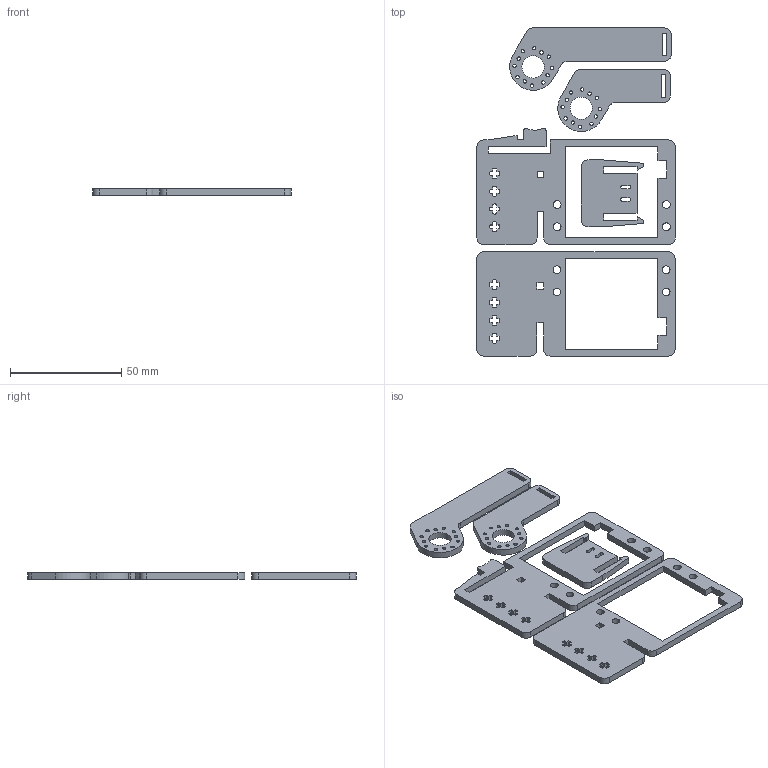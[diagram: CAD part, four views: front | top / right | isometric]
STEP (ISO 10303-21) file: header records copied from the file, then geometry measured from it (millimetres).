
FILE_DESCRIPTION(/* description */ (''),/* implementation_level */ '2;1');
FILE_NAME(/* name */ 'Wenkbrauw laser.stp',/* time_stamp */ '2013-01-28T11:58:51+01:00',/* author */ (''),/* organization */ (''),/* preprocessor_version */ 'ST-DEVELOPER v11',/* originating_system */ 'SIEMENS PLM Software NX 7.5',/* authorisation */ '');
FILE_SCHEMA (('AUTOMOTIVE_DESIGN { 1 0 10303 214 1 1 1 1 }'));
Length unit declared in the file: millimetre
Products named in the file (6): Tussenplaat; Buitenarm; Binnenarm; Binnenplaat; Buitenplaat; Wenkbrauw laser
Assembly tree (5 placements, depth 2):
  Wenkbrauw laser
    Buitenplaat
    Binnenplaat
    Binnenarm
    Buitenarm
    Tussenplaat
Bounding box: 89.09 x 147.26 x 3 mm (x, y, z)
Volume: 21374.5 mm3; surface area: 20249.7 mm2
Topology: 5 solids, 5 shells, 261 faces, 753 edges, 502 vertices
Faces by surface type: plane 164, cylinder 97
Full cylindrical faces by diameter (mm): 1.5 x24, 3.5 x8, 10 x2
Entity records: 8757 total; most frequent: CARTESIAN_POINT 1488, DIRECTION 1447, ORIENTED_EDGE 1438, EDGE_CURVE 719, LINE 525, VECTOR 525, VERTEX_POINT 502, AXIS2_PLACEMENT_3D 461
